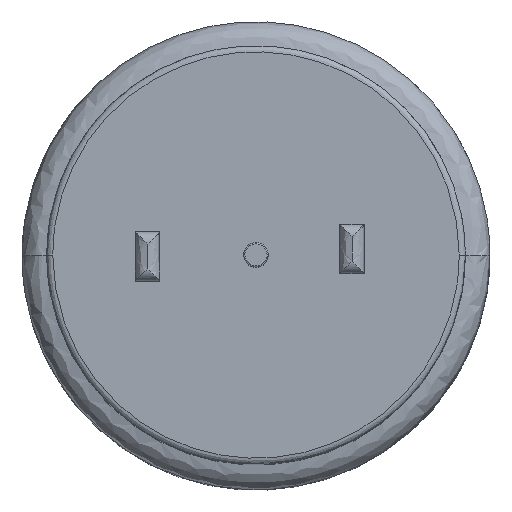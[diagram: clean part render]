
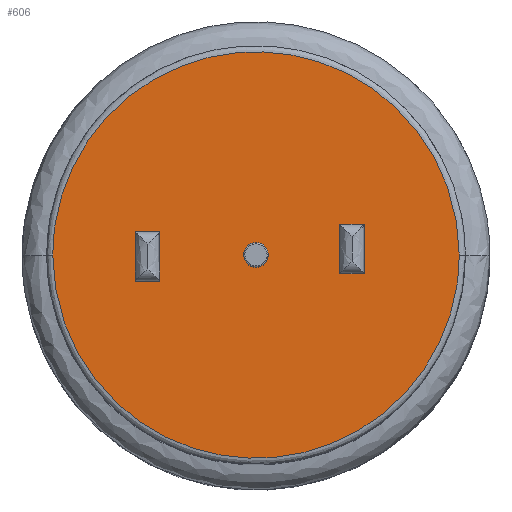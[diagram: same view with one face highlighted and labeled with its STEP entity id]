
A CAD part, top view. The second image highlights one B-rep face of the part: STEP entity #606.
In plain terms, the highlighted free-form (B-spline) face has degree [1, 1] with [2, 2] control points.
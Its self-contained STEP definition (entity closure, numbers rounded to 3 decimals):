
#360 = VERTEX_POINT('',#361);
#361 = CARTESIAN_POINT('',(-18.483,0.,
    67.211));
#367 = EDGE_CURVE('',#368,#360,#370,.T.);
#368 = VERTEX_POINT('',#369);
#369 = CARTESIAN_POINT('',(18.483,0.,67.211));
#370 = ( BOUNDED_CURVE() B_SPLINE_CURVE(2,(#371,#372,#373,#374,#375),
.UNSPECIFIED.,.F.,.F.) B_SPLINE_CURVE_WITH_KNOTS((3,2,3),(0.,
1.571,3.142),.PIECEWISE_BEZIER_KNOTS.) CURVE() 
GEOMETRIC_REPRESENTATION_ITEM() RATIONAL_B_SPLINE_CURVE((1.,
0.707,1.,0.707,1.)) REPRESENTATION_ITEM('') );
#371 = CARTESIAN_POINT('',(18.483,0.,67.211));
#372 = CARTESIAN_POINT('',(18.483,18.483,
    67.211));
#373 = CARTESIAN_POINT('',(0.,18.483,
    67.211));
#374 = CARTESIAN_POINT('',(-18.483,18.483,
    67.211));
#375 = CARTESIAN_POINT('',(-18.483,0.,
    67.211));
#404 = VERTEX_POINT('',#405);
#405 = CARTESIAN_POINT('',(1.12,0.,
    67.211));
#410 = EDGE_CURVE('',#404,#411,#413,.T.);
#411 = VERTEX_POINT('',#412);
#412 = CARTESIAN_POINT('',(-1.12,0.,67.211));
#413 = ( BOUNDED_CURVE() B_SPLINE_CURVE(2,(#414,#415,#416,#417,#418),
.UNSPECIFIED.,.F.,.F.) B_SPLINE_CURVE_WITH_KNOTS((3,2,3),(0.,
1.571,3.142),.PIECEWISE_BEZIER_KNOTS.) CURVE() 
GEOMETRIC_REPRESENTATION_ITEM() RATIONAL_B_SPLINE_CURVE((1.,
0.707,1.,0.707,1.)) REPRESENTATION_ITEM('') );
#414 = CARTESIAN_POINT('',(1.12,0.,67.211));
#415 = CARTESIAN_POINT('',(1.12,1.12,67.211
    ));
#416 = CARTESIAN_POINT('',(0.,1.12,
    67.211));
#417 = CARTESIAN_POINT('',(-1.12,1.12,
    67.211));
#418 = CARTESIAN_POINT('',(-1.12,0.,
    67.211));
#606 = ADVANCED_FACE('',(#607,#618,#629,#659),#689,.T.);
#607 = FACE_BOUND('',#608,.T.);
#608 = EDGE_LOOP('',(#609,#610));
#609 = ORIENTED_EDGE('',*,*,#367,.T.);
#610 = ORIENTED_EDGE('',*,*,#611,.T.);
#611 = EDGE_CURVE('',#360,#368,#612,.T.);
#612 = ( BOUNDED_CURVE() B_SPLINE_CURVE(2,(#613,#614,#615,#616,#617),
.UNSPECIFIED.,.F.,.F.) B_SPLINE_CURVE_WITH_KNOTS((3,2,3),(3.142,
4.712,6.283),.PIECEWISE_BEZIER_KNOTS.) CURVE() 
GEOMETRIC_REPRESENTATION_ITEM() RATIONAL_B_SPLINE_CURVE((1.,
0.707,1.,0.707,1.)) REPRESENTATION_ITEM('') );
#613 = CARTESIAN_POINT('',(-18.483,0.,
    67.211));
#614 = CARTESIAN_POINT('',(-18.483,-18.483,
    67.211));
#615 = CARTESIAN_POINT('',(0.,-18.483,
    67.211));
#616 = CARTESIAN_POINT('',(18.483,-18.483,
    67.211));
#617 = CARTESIAN_POINT('',(18.483,0.,
    67.211));
#618 = FACE_BOUND('',#619,.T.);
#619 = EDGE_LOOP('',(#620,#628));
#620 = ORIENTED_EDGE('',*,*,#621,.F.);
#621 = EDGE_CURVE('',#411,#404,#622,.T.);
#622 = ( BOUNDED_CURVE() B_SPLINE_CURVE(2,(#623,#624,#625,#626,#627),
.UNSPECIFIED.,.F.,.F.) B_SPLINE_CURVE_WITH_KNOTS((3,2,3),(3.142,
4.712,6.283),.PIECEWISE_BEZIER_KNOTS.) CURVE() 
GEOMETRIC_REPRESENTATION_ITEM() RATIONAL_B_SPLINE_CURVE((1.,
0.707,1.,0.707,1.)) REPRESENTATION_ITEM('') );
#623 = CARTESIAN_POINT('',(-1.12,0.,
    67.211));
#624 = CARTESIAN_POINT('',(-1.12,-1.12,
    67.211));
#625 = CARTESIAN_POINT('',(0.,-1.12,
    67.211));
#626 = CARTESIAN_POINT('',(1.12,-1.12,
    67.211));
#627 = CARTESIAN_POINT('',(1.12,0.,
    67.211));
#628 = ORIENTED_EDGE('',*,*,#410,.F.);
#629 = FACE_BOUND('',#630,.T.);
#630 = EDGE_LOOP('',(#631,#640,#647,#654));
#631 = ORIENTED_EDGE('',*,*,#632,.F.);
#632 = EDGE_CURVE('',#633,#635,#637,.T.);
#633 = VERTEX_POINT('',#634);
#634 = CARTESIAN_POINT('',(-8.742,2.107,
    67.211));
#635 = VERTEX_POINT('',#636);
#636 = CARTESIAN_POINT('',(-10.982,2.107,
    67.211));
#637 = B_SPLINE_CURVE_WITH_KNOTS('',1,(#638,#639),.UNSPECIFIED.,.F.,.F.,
  (2,2),(-2.,-0.),.PIECEWISE_BEZIER_KNOTS.);
#638 = CARTESIAN_POINT('',(-8.742,2.107,
    67.211));
#639 = CARTESIAN_POINT('',(-10.982,2.107,
    67.211));
#640 = ORIENTED_EDGE('',*,*,#641,.F.);
#641 = EDGE_CURVE('',#642,#633,#644,.T.);
#642 = VERTEX_POINT('',#643);
#643 = CARTESIAN_POINT('',(-8.742,-2.373,67.211
    ));
#644 = B_SPLINE_CURVE_WITH_KNOTS('',1,(#645,#646),.UNSPECIFIED.,.F.,.F.,
  (2,2),(-4.,0.),.PIECEWISE_BEZIER_KNOTS.);
#645 = CARTESIAN_POINT('',(-8.742,-2.373,67.211
    ));
#646 = CARTESIAN_POINT('',(-8.742,2.107,
    67.211));
#647 = ORIENTED_EDGE('',*,*,#648,.F.);
#648 = EDGE_CURVE('',#649,#642,#651,.T.);
#649 = VERTEX_POINT('',#650);
#650 = CARTESIAN_POINT('',(-10.982,-2.373,67.211
    ));
#651 = B_SPLINE_CURVE_WITH_KNOTS('',1,(#652,#653),.UNSPECIFIED.,.F.,.F.,
  (2,2),(0.,2.),.PIECEWISE_BEZIER_KNOTS.);
#652 = CARTESIAN_POINT('',(-10.982,-2.373,67.211
    ));
#653 = CARTESIAN_POINT('',(-8.742,-2.373,67.211
    ));
#654 = ORIENTED_EDGE('',*,*,#655,.F.);
#655 = EDGE_CURVE('',#635,#649,#656,.T.);
#656 = B_SPLINE_CURVE_WITH_KNOTS('',1,(#657,#658),.UNSPECIFIED.,.F.,.F.,
  (2,2),(0.,4.),.PIECEWISE_BEZIER_KNOTS.);
#657 = CARTESIAN_POINT('',(-10.982,2.107,
    67.211));
#658 = CARTESIAN_POINT('',(-10.982,-2.373,67.211
    ));
#659 = FACE_BOUND('',#660,.T.);
#660 = EDGE_LOOP('',(#661,#670,#677,#684));
#661 = ORIENTED_EDGE('',*,*,#662,.F.);
#662 = EDGE_CURVE('',#663,#665,#667,.T.);
#663 = VERTEX_POINT('',#664);
#664 = CARTESIAN_POINT('',(9.854,2.789,67.211)
  );
#665 = VERTEX_POINT('',#666);
#666 = CARTESIAN_POINT('',(7.614,2.789,67.211
    ));
#667 = B_SPLINE_CURVE_WITH_KNOTS('',1,(#668,#669),.UNSPECIFIED.,.F.,.F.,
  (2,2),(-2.,-0.),.PIECEWISE_BEZIER_KNOTS.);
#668 = CARTESIAN_POINT('',(9.854,2.789,67.211)
  );
#669 = CARTESIAN_POINT('',(7.614,2.789,67.211
    ));
#670 = ORIENTED_EDGE('',*,*,#671,.F.);
#671 = EDGE_CURVE('',#672,#663,#674,.T.);
#672 = VERTEX_POINT('',#673);
#673 = CARTESIAN_POINT('',(9.854,-1.692,67.211
    ));
#674 = B_SPLINE_CURVE_WITH_KNOTS('',1,(#675,#676),.UNSPECIFIED.,.F.,.F.,
  (2,2),(-4.,0.),.PIECEWISE_BEZIER_KNOTS.);
#675 = CARTESIAN_POINT('',(9.854,-1.692,67.211
    ));
#676 = CARTESIAN_POINT('',(9.854,2.789,67.211)
  );
#677 = ORIENTED_EDGE('',*,*,#678,.F.);
#678 = EDGE_CURVE('',#679,#672,#681,.T.);
#679 = VERTEX_POINT('',#680);
#680 = CARTESIAN_POINT('',(7.614,-1.692,
    67.211));
#681 = B_SPLINE_CURVE_WITH_KNOTS('',1,(#682,#683),.UNSPECIFIED.,.F.,.F.,
  (2,2),(0.,2.),.PIECEWISE_BEZIER_KNOTS.);
#682 = CARTESIAN_POINT('',(7.614,-1.692,
    67.211));
#683 = CARTESIAN_POINT('',(9.854,-1.692,67.211
    ));
#684 = ORIENTED_EDGE('',*,*,#685,.F.);
#685 = EDGE_CURVE('',#665,#679,#686,.T.);
#686 = B_SPLINE_CURVE_WITH_KNOTS('',1,(#687,#688),.UNSPECIFIED.,.F.,.F.,
  (2,2),(0.,4.),.PIECEWISE_BEZIER_KNOTS.);
#687 = CARTESIAN_POINT('',(7.614,2.789,67.211
    ));
#688 = CARTESIAN_POINT('',(7.614,-1.692,
    67.211));
#689 = B_SPLINE_SURFACE_WITH_KNOTS('',1,1,(
    (#690,#691)
    ,(#692,#693
    )),.UNSPECIFIED.,.F.,.F.,.F.,(2,2),(2,2),(-16.5,16.5),(-16.5,16.5),
  .PIECEWISE_BEZIER_KNOTS.);
#690 = CARTESIAN_POINT('',(-18.483,-18.483,
    67.211));
#691 = CARTESIAN_POINT('',(-18.483,18.483,
    67.211));
#692 = CARTESIAN_POINT('',(18.483,-18.483,
    67.211));
#693 = CARTESIAN_POINT('',(18.483,18.483,
    67.211));
